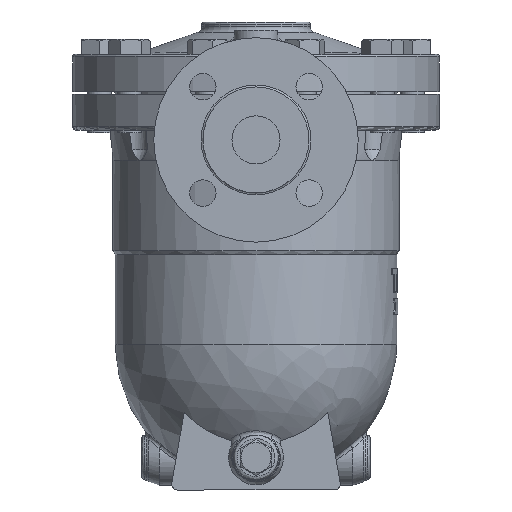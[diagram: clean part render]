
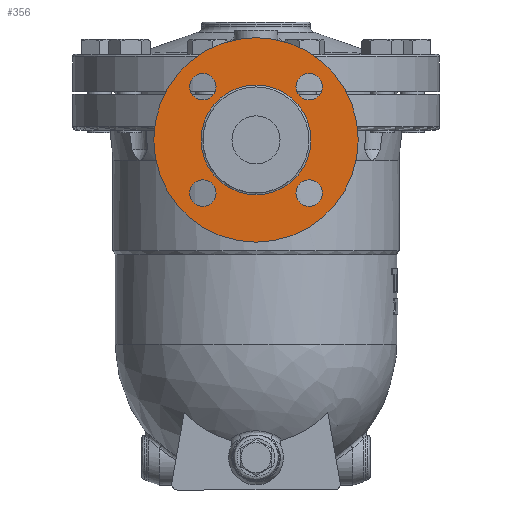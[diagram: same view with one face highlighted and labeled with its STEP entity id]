
A CAD part, left-side view. The second image highlights one B-rep face of the part: STEP entity #356.
In plain terms, the highlighted planar face has unit normal (-1, 0, 0).
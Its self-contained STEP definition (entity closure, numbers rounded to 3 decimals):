
#250=CARTESIAN_POINT('',(-236.,0.,7.6));
#251=VERTEX_POINT('',#250);
#252=CARTESIAN_POINT('',(-236.,0.0,-38.));
#253=DIRECTION('',(-1.0,0.0,0.0));
#254=DIRECTION('',(0.0,0.0,-1.0));
#255=AXIS2_PLACEMENT_3D('',#252,#253,#254);
#256=CIRCLE('',#255,45.6);
#257=EDGE_CURVE('',#251,#251,#256,.T.);
#293=CARTESIAN_POINT('',(-236.0,0.0,26.5));
#294=DIRECTION('',(1.0,0.0,0.0));
#295=DIRECTION('',(0.0,0.0,-1.0));
#296=AXIS2_PLACEMENT_3D('',#293,#294,#295);
#297=PLANE('',#296);
#298=CARTESIAN_POINT('',(-236.0,0.0,47.));
#299=VERTEX_POINT('',#298);
#300=CARTESIAN_POINT('',(-236.0,0.0,-38.));
#301=DIRECTION('',(-1.0,0.0,0.0));
#302=DIRECTION('',(0.0,0.0,1.0));
#303=AXIS2_PLACEMENT_3D('',#300,#301,#302);
#304=CIRCLE('',#303,85.0);
#305=EDGE_CURVE('',#299,#299,#304,.T.);
#306=ORIENTED_EDGE('',*,*,#305,.T.);
#307=EDGE_LOOP('',(#306));
#308=FACE_OUTER_BOUND('',#307,.T.);
#309=CARTESIAN_POINT('',(-236.0,44.194,-4.806));
#310=VERTEX_POINT('',#309);
#311=CARTESIAN_POINT('',(-236.,44.194,6.194));
#312=DIRECTION('',(1.0,0.0,0.0));
#313=DIRECTION('',(0.0,0.0,-1.0));
#314=AXIS2_PLACEMENT_3D('',#311,#312,#313);
#315=CIRCLE('',#314,11.0);
#316=EDGE_CURVE('',#310,#310,#315,.T.);
#317=ORIENTED_EDGE('',*,*,#316,.T.);
#318=EDGE_LOOP('',(#317));
#319=FACE_BOUND('',#318,.T.);
#320=CARTESIAN_POINT('',(-236.,33.194,-82.194));
#321=VERTEX_POINT('',#320);
#322=CARTESIAN_POINT('',(-236.,44.194,-82.194));
#323=DIRECTION('',(1.0,0.0,0.0));
#324=DIRECTION('',(0.0,-1.0,0.0));
#325=AXIS2_PLACEMENT_3D('',#322,#323,#324);
#326=CIRCLE('',#325,11.0);
#327=EDGE_CURVE('',#321,#321,#326,.T.);
#328=ORIENTED_EDGE('',*,*,#327,.T.);
#329=EDGE_LOOP('',(#328));
#330=FACE_BOUND('',#329,.T.);
#331=CARTESIAN_POINT('',(-236.,-44.194,-71.194));
#332=VERTEX_POINT('',#331);
#333=CARTESIAN_POINT('',(-236.,-44.194,-82.194));
#334=DIRECTION('',(1.0,0.0,0.0));
#335=DIRECTION('',(0.0,0.0,1.0));
#336=AXIS2_PLACEMENT_3D('',#333,#334,#335);
#337=CIRCLE('',#336,11.0);
#338=EDGE_CURVE('',#332,#332,#337,.T.);
#339=ORIENTED_EDGE('',*,*,#338,.T.);
#340=EDGE_LOOP('',(#339));
#341=FACE_BOUND('',#340,.T.);
#342=CARTESIAN_POINT('',(-236.0,-33.194,6.194));
#343=VERTEX_POINT('',#342);
#344=CARTESIAN_POINT('',(-236.,-44.194,6.194));
#345=DIRECTION('',(1.0,0.0,0.0));
#346=DIRECTION('',(0.0,1.0,0.0));
#347=AXIS2_PLACEMENT_3D('',#344,#345,#346);
#348=CIRCLE('',#347,11.0);
#349=EDGE_CURVE('',#343,#343,#348,.T.);
#350=ORIENTED_EDGE('',*,*,#349,.T.);
#351=EDGE_LOOP('',(#350));
#352=FACE_BOUND('',#351,.T.);
#353=ORIENTED_EDGE('',*,*,#257,.F.);
#354=EDGE_LOOP('',(#353));
#355=FACE_BOUND('',#354,.T.);
#356=ADVANCED_FACE('',(#308,#319,#330,#341,#352,#355),#297,.F.);
